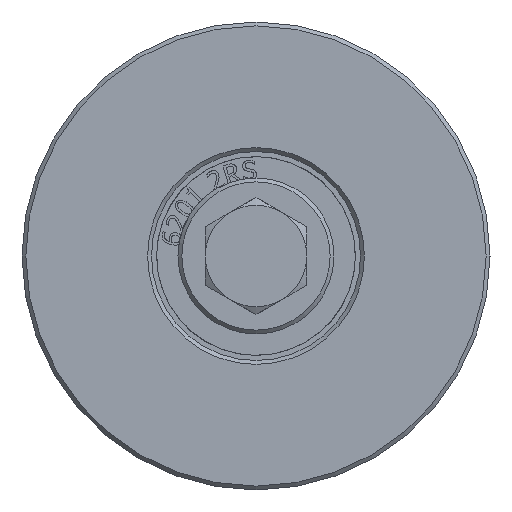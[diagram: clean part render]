
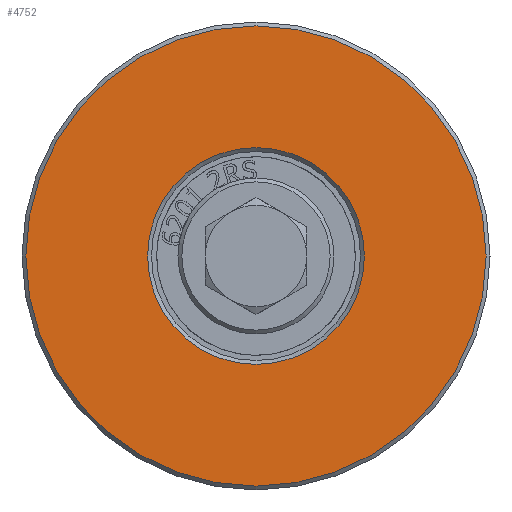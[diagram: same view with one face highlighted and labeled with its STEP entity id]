
A CAD part, left-side view. The second image highlights one B-rep face of the part: STEP entity #4752.
In plain terms, the highlighted planar face has unit normal (-1, 0, 0).
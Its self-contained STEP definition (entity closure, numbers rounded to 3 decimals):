
#428=FACE_BOUND('',#830,.T.);
#478=PLANE('',#5198);
#564=FACE_OUTER_BOUND('',#829,.T.);
#829=EDGE_LOOP('',(#3272,#3273));
#830=EDGE_LOOP('',(#3274,#3275));
#1677=CIRCLE('',#5196,13.9);
#1678=CIRCLE('',#5197,13.9);
#1679=CIRCLE('',#5199,29.5);
#1680=CIRCLE('',#5200,29.5);
#1967=VERTEX_POINT('',#6963);
#1968=VERTEX_POINT('',#6965);
#1969=VERTEX_POINT('',#6969);
#1970=VERTEX_POINT('',#6970);
#2519=EDGE_CURVE('',#1968,#1967,#1677,.T.);
#2520=EDGE_CURVE('',#1967,#1968,#1678,.T.);
#2521=EDGE_CURVE('',#1969,#1970,#1679,.T.);
#2522=EDGE_CURVE('',#1970,#1969,#1680,.T.);
#3272=ORIENTED_EDGE('',*,*,#2521,.F.);
#3273=ORIENTED_EDGE('',*,*,#2522,.F.);
#3274=ORIENTED_EDGE('',*,*,#2519,.T.);
#3275=ORIENTED_EDGE('',*,*,#2520,.T.);
#4752=ADVANCED_FACE('',(#564,#428),#478,.T.);
#5196=AXIS2_PLACEMENT_3D('',#6966,#5718,#5719);
#5197=AXIS2_PLACEMENT_3D('',#6967,#5720,#5721);
#5198=AXIS2_PLACEMENT_3D('',#6968,#5722,#5723);
#5199=AXIS2_PLACEMENT_3D('',#6971,#5724,#5725);
#5200=AXIS2_PLACEMENT_3D('',#6972,#5726,#5727);
#5718=DIRECTION('center_axis',(1.,0.,0.));
#5719=DIRECTION('ref_axis',(0.,1.,0.));
#5720=DIRECTION('center_axis',(1.,0.,0.));
#5721=DIRECTION('ref_axis',(0.,1.,0.));
#5722=DIRECTION('center_axis',(-1.,0.,0.));
#5723=DIRECTION('ref_axis',(0.,0.,1.));
#5724=DIRECTION('center_axis',(1.,0.,0.));
#5725=DIRECTION('ref_axis',(0.,1.,0.));
#5726=DIRECTION('center_axis',(1.,0.,0.));
#5727=DIRECTION('ref_axis',(0.,1.,0.));
#6963=CARTESIAN_POINT('',(-8.25,-13.9,0.));
#6965=CARTESIAN_POINT('',(-8.25,13.9,0.));
#6966=CARTESIAN_POINT('Origin',(-8.25,0.,
0.));
#6967=CARTESIAN_POINT('Origin',(-8.25,0.,
0.));
#6968=CARTESIAN_POINT('Origin',(-8.25,21.7,0.));
#6969=CARTESIAN_POINT('',(-8.25,29.5,0.));
#6970=CARTESIAN_POINT('',(-8.25,-29.5,0.));
#6971=CARTESIAN_POINT('Origin',(-8.25,0.,
0.));
#6972=CARTESIAN_POINT('Origin',(-8.25,0.,
0.));
